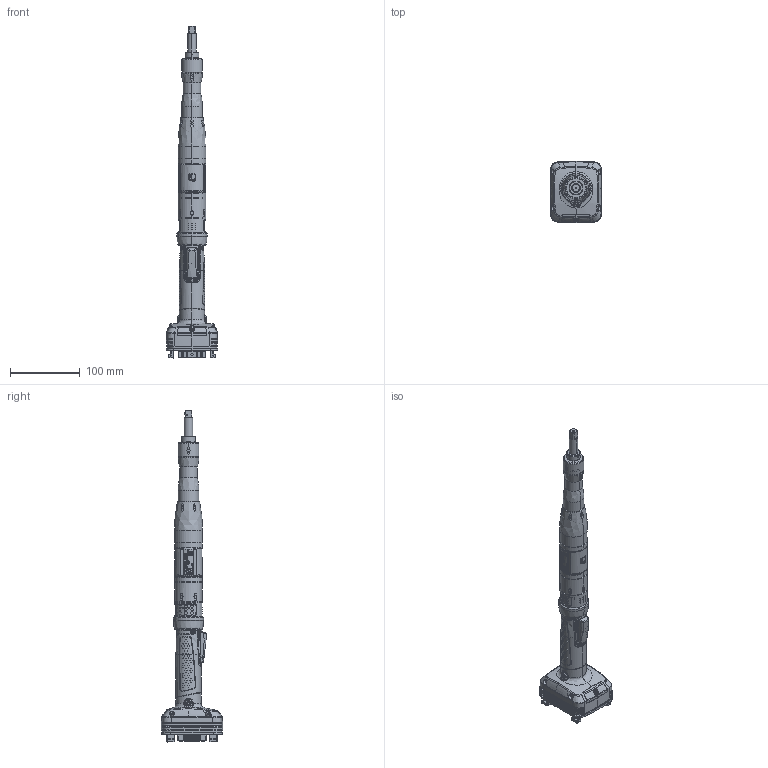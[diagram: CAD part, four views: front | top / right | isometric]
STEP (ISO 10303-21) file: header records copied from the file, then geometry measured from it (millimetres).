
FILE_DESCRIPTION((''),'2;1');
FILE_NAME('EXT_COMP_SW0002','2022-12-21T11:23:52',('INEdipo'),(''),'CREO PARAMETRIC BY PTC INC, 2020281','CREO PARAMETRIC BY PTC INC, 2020281','');
FILE_SCHEMA(('CONFIG_CONTROL_DESIGN'));
Products named in the file (1): EXT_COMP_SW0002
Bounding box: 74.42 x 88.48 x 475.3 mm (x, y, z)
Volume: 620575.2 mm3; surface area: 87693.7 mm2
Topology: 1 solids, 4 shells, 4788 faces, 12690 edges, 8202 vertices
Faces by surface type: plane 1445, extrusion 1066, bspline 1033, cylinder 981, cone 125, torus 109, sphere 22, revolution 7
Entity records: 212317 total; most frequent: CARTESIAN_POINT 106777, ORIENTED_EDGE 25350, DIRECTION 15221, EDGE_CURVE 12675, VERTEX_POINT 8202, B_SPLINE_CURVE_WITH_KNOTS 6759, VECTOR 6260, LINE 5194
